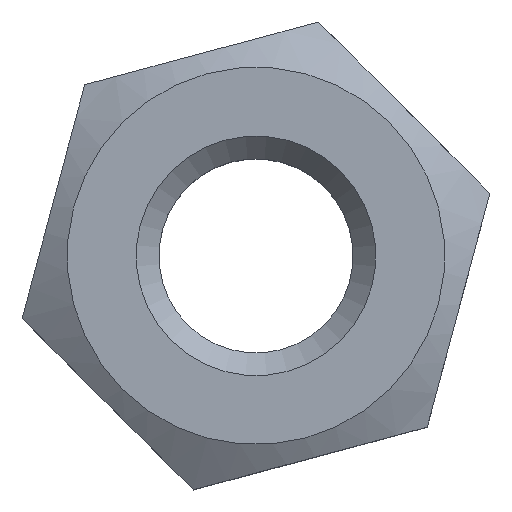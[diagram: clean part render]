
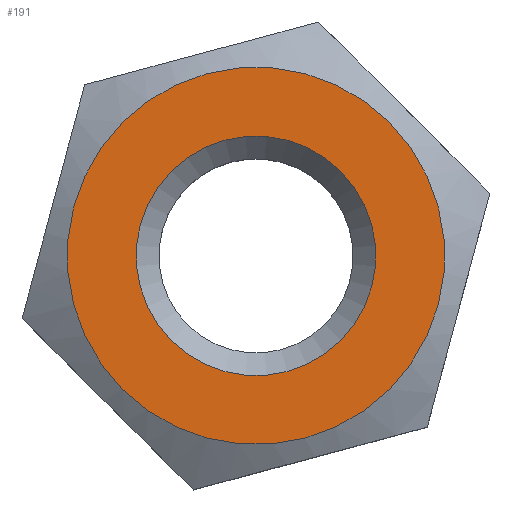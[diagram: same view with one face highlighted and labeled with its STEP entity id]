
A CAD part, top view. The second image highlights one B-rep face of the part: STEP entity #191.
In plain terms, the highlighted planar face has unit normal (0, 0, 1).
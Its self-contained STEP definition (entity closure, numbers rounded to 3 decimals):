
#47=FACE_BOUND($,#68,.T.);
#54=FACE_OUTER_BOUND($,#67,.T.);
#67=EDGE_LOOP($,(#135));
#68=EDGE_LOOP($,(#136));
#87=CIRCLE($,#208,3.15);
#88=CIRCLE($,#209,2.);
#93=VERTEX_POINT($,#274);
#94=VERTEX_POINT($,#276);
#111=EDGE_CURVE($,#93,#93,#87,.T.);
#112=EDGE_CURVE($,#94,#94,#88,.T.);
#135=ORIENTED_EDGE($,*,*,#111,.T.);
#136=ORIENTED_EDGE($,*,*,#112,.F.);
#183=PLANE($,#207);
#191=ADVANCED_FACE($,(#54,#47),#183,.F.);
#207=AXIS2_PLACEMENT_3D($,#273,#228,#229);
#208=AXIS2_PLACEMENT_3D($,#275,#230,#231);
#209=AXIS2_PLACEMENT_3D($,#277,#232,#233);
#228=DIRECTION('center_axis',(0.,0.,
-1.));
#229=DIRECTION('ref_axis',(-0.707,-0.707,0.));
#230=DIRECTION('center_axis',(0.,0.,
1.));
#231=DIRECTION('ref_axis',(0.707,0.707,0.));
#232=DIRECTION('center_axis',(0.,0.,
1.));
#233=DIRECTION('ref_axis',(0.707,0.707,0.));
#273=CARTESIAN_POINT('Origin',(4.9,0.,-10.3));
#274=CARTESIAN_POINT('',(2.227,2.227,-10.3));
#275=CARTESIAN_POINT('Origin',(0.,0.,
-10.3));
#276=CARTESIAN_POINT('',(1.414,1.414,-10.3));
#277=CARTESIAN_POINT('Origin',(0.,0.,
-10.3));
